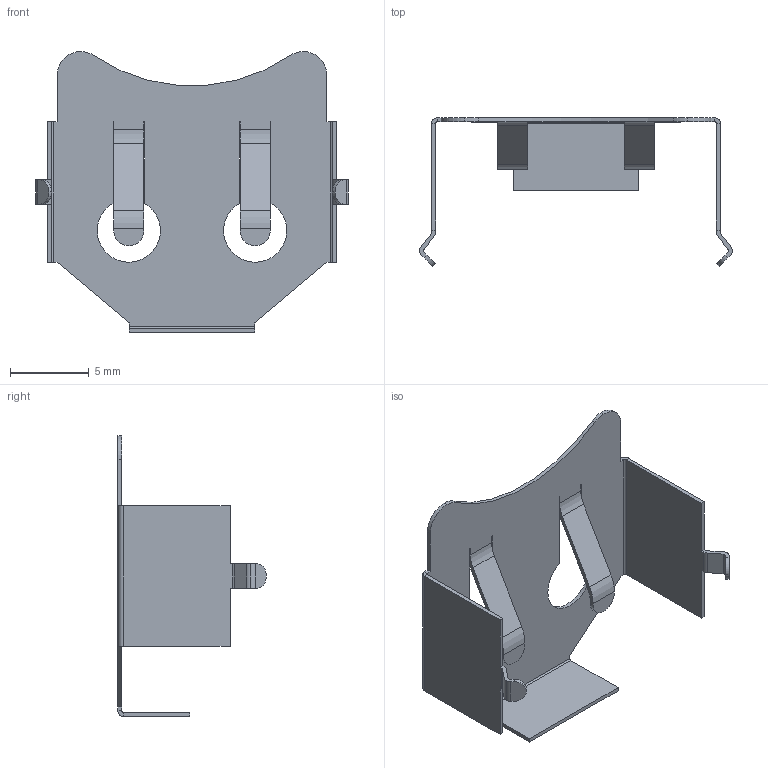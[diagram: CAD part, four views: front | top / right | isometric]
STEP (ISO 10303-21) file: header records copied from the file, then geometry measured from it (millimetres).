
FILE_DESCRIPTION (( 'STEP AP214' ), '1' );
FILE_NAME ('BK-5010.STEP', '2019-12-30T07:11:30', ( '' ), ( '' ), 'SwSTEP 2.0', 'SolidWorks 2017', '' );
FILE_SCHEMA (( 'AUTOMOTIVE_DESIGN' ));
Length unit declared in the file: millimetre
Products named in the file (1): BK-5010
Bounding box: 19.8 x 9.4 x 17.78 mm (x, y, z)
Volume: 104.8 mm3; surface area: 887.1 mm2
Topology: 1 solids, 1 shells, 135 faces, 340 edges, 208 vertices
Faces by surface type: plane 96, cylinder 39
Entity records: 4006 total; most frequent: DIRECTION 690, CARTESIAN_POINT 684, ORIENTED_EDGE 680, EDGE_CURVE 340, LINE 262, VECTOR 262, AXIS2_PLACEMENT_3D 214, VERTEX_POINT 208
